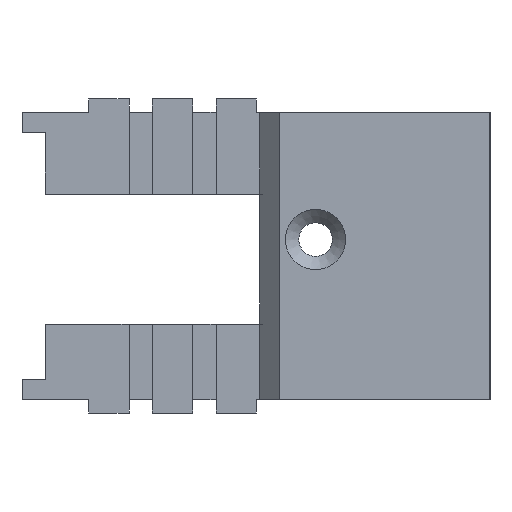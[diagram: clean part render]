
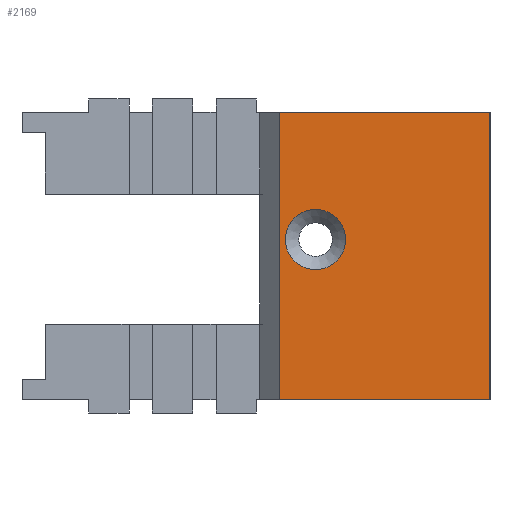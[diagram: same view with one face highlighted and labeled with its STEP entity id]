
A CAD part, left-side view. The second image highlights one B-rep face of the part: STEP entity #2169.
In plain terms, the highlighted planar face has unit normal (-1, 0, 0).
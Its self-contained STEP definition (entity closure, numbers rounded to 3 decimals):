
#30=FACE_BOUND('',#232,.T.);
#44=CIRCLE('',#2301,2.25);
#119=FACE_OUTER_BOUND('',#231,.T.);
#231=EDGE_LOOP('',(#1713,#1714,#1715,#1716));
#232=EDGE_LOOP('',(#1717));
#434=LINE('',#3232,#722);
#453=LINE('',#3266,#741);
#475=LINE('',#3332,#763);
#476=LINE('',#3333,#764);
#722=VECTOR('',#2589,10.);
#741=VECTOR('',#2630,10.);
#763=VECTOR('',#2698,10.);
#764=VECTOR('',#2699,10.);
#980=VERTEX_POINT('',#3229);
#981=VERTEX_POINT('',#3231);
#984=VERTEX_POINT('',#3263);
#985=VERTEX_POINT('',#3265);
#1004=VERTEX_POINT('',#3322);
#1216=EDGE_CURVE('',#981,#980,#434,.T.);
#1235=EDGE_CURVE('',#985,#984,#453,.T.);
#1263=EDGE_CURVE('',#1004,#1004,#44,.T.);
#1268=EDGE_CURVE('',#984,#981,#475,.T.);
#1269=EDGE_CURVE('',#985,#980,#476,.T.);
#1713=ORIENTED_EDGE('',*,*,#1268,.T.);
#1714=ORIENTED_EDGE('',*,*,#1216,.T.);
#1715=ORIENTED_EDGE('',*,*,#1269,.F.);
#1716=ORIENTED_EDGE('',*,*,#1235,.T.);
#1717=ORIENTED_EDGE('',*,*,#1263,.F.);
#2066=PLANE('',#2305);
#2169=ADVANCED_FACE('',(#119,#30),#2066,.T.);
#2301=AXIS2_PLACEMENT_3D('',#3323,#2686,#2687);
#2305=AXIS2_PLACEMENT_3D('',#3331,#2696,#2697);
#2589=DIRECTION('',(0.,-1.,0.));
#2630=DIRECTION('',(0.,1.,0.));
#2686=DIRECTION('center_axis',(-1.,0.,0.));
#2687=DIRECTION('ref_axis',(0.,1.,0.));
#2696=DIRECTION('center_axis',(-1.,0.,0.));
#2697=DIRECTION('ref_axis',(0.,0.,1.));
#2698=DIRECTION('',(0.,0.,-1.));
#2699=DIRECTION('',(0.,0.,-1.));
#3229=CARTESIAN_POINT('',(-3.053,-33.208,-4.007));
#3231=CARTESIAN_POINT('',(-3.053,-17.51,-4.007));
#3232=CARTESIAN_POINT('',(-3.053,-31.708,-4.007));
#3263=CARTESIAN_POINT('',(-3.053,-17.51,17.44));
#3265=CARTESIAN_POINT('',(-3.053,-33.208,17.44));
#3266=CARTESIAN_POINT('',(-3.053,-31.708,17.44));
#3322=CARTESIAN_POINT('',(-3.053,-22.431,7.945));
#3323=CARTESIAN_POINT('Origin',(-3.053,-20.181,7.945));
#3331=CARTESIAN_POINT('Origin',(-3.053,-31.708,-4.007));
#3332=CARTESIAN_POINT('',(-3.053,-17.51,6.717));
#3333=CARTESIAN_POINT('',(-3.053,-33.208,1.355));
